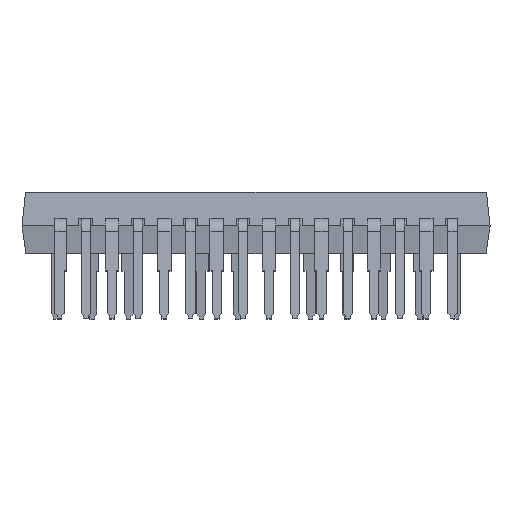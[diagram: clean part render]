
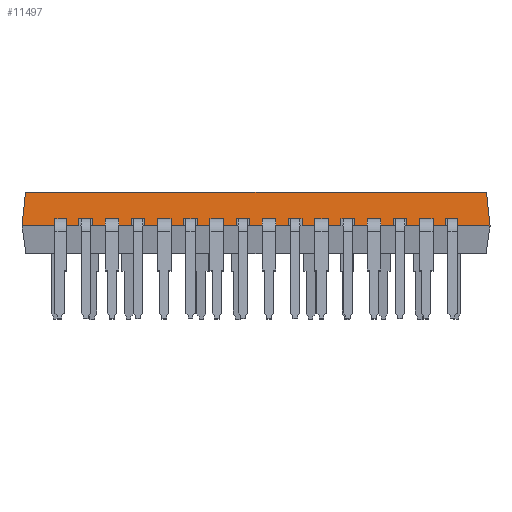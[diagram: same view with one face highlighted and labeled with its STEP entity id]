
A CAD part, top view. The second image highlights one B-rep face of the part: STEP entity #11497.
In plain terms, the highlighted planar face has unit normal (0, 0.104, 0.995).
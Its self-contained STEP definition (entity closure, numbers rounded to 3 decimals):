
#280 = DIRECTION ( 'NONE',  ( -0.104, -0.989, 0.104 ) ) ;
#647 = CARTESIAN_POINT ( 'NONE',  ( 0., 6.4, 6.225 ) ) ;
#1752 = PLANE ( 'NONE',  #16811 ) ;
#1863 = VECTOR ( 'NONE', #280, 1000. ) ;
#3252 = DIRECTION ( 'NONE',  ( 0., 0.105, 0.995 ) ) ;
#3405 = CARTESIAN_POINT ( 'NONE',  ( 16.008, 7.04, 6.158 ) ) ;
#3746 = CARTESIAN_POINT ( 'NONE',  ( 16.075, 6.4, 6.225 ) ) ;
#4478 = CARTESIAN_POINT ( 'NONE',  ( 15.833, 8.7, 5.983 ) ) ;
#4900 = DIRECTION ( 'NONE',  ( 0.104, -0.989, 0.104 ) ) ;
#5145 = VERTEX_POINT ( 'NONE', #7519 ) ;
#6115 = DIRECTION ( 'NONE',  ( 0., -0.995, 0.105 ) ) ;
#6161 = EDGE_CURVE ( 'NONE', #5145, #8794, #15357, .T. ) ;
#6482 = ORIENTED_EDGE ( 'NONE', *, *, #7962, .F. ) ;
#7389 = VECTOR ( 'NONE', #14472, 1000. ) ;
#7519 = CARTESIAN_POINT ( 'NONE',  ( -16.075, 6.4, 6.225 ) ) ;
#7723 = VERTEX_POINT ( 'NONE', #16585 ) ;
#7744 = VECTOR ( 'NONE', #4900, 1000. ) ;
#7962 = EDGE_CURVE ( 'NONE', #16561, #8794, #14008, .T. ) ;
#8144 = ORIENTED_EDGE ( 'NONE', *, *, #17691, .F. ) ;
#8794 = VERTEX_POINT ( 'NONE', #3746 ) ;
#9808 = FACE_OUTER_BOUND ( 'NONE', #15535, .T. ) ;
#9867 = CARTESIAN_POINT ( 'NONE',  ( -16.008, 7.04, 6.158 ) ) ;
#10986 = ORIENTED_EDGE ( 'NONE', *, *, #6161, .T. ) ;
#11346 = EDGE_CURVE ( 'NONE', #7723, #5145, #17806, .T. ) ;
#11484 = CARTESIAN_POINT ( 'NONE',  ( 0., 6.4, 6.225 ) ) ;
#11497 = ADVANCED_FACE ( 'NONE', ( #9808 ), #1752, .T. ) ;
#12357 = ORIENTED_EDGE ( 'NONE', *, *, #11346, .T. ) ;
#12775 = LINE ( 'NONE', #17576, #14073 ) ;
#14008 = LINE ( 'NONE', #3405, #7744 ) ;
#14073 = VECTOR ( 'NONE', #17627, 1000. ) ;
#14472 = DIRECTION ( 'NONE',  ( 1., 0., 0. ) ) ;
#15357 = LINE ( 'NONE', #647, #7389 ) ;
#15535 = EDGE_LOOP ( 'NONE', ( #10986, #6482, #8144, #12357 ) ) ;
#16561 = VERTEX_POINT ( 'NONE', #4478 ) ;
#16585 = CARTESIAN_POINT ( 'NONE',  ( -15.833, 8.7, 5.983 ) ) ;
#16811 = AXIS2_PLACEMENT_3D ( 'NONE', #11484, #3252, #6115 ) ;
#17576 = CARTESIAN_POINT ( 'NONE',  ( 0., 8.7, 5.983 ) ) ;
#17627 = DIRECTION ( 'NONE',  ( 1., 0., 0. ) ) ;
#17691 = EDGE_CURVE ( 'NONE', #7723, #16561, #12775, .T. ) ;
#17806 = LINE ( 'NONE', #9867, #1863 ) ;
